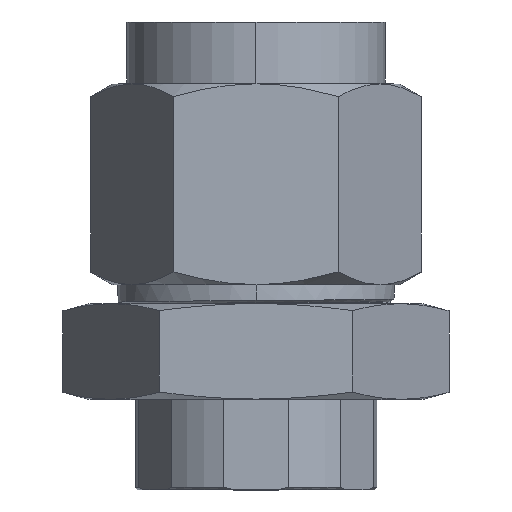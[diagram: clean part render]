
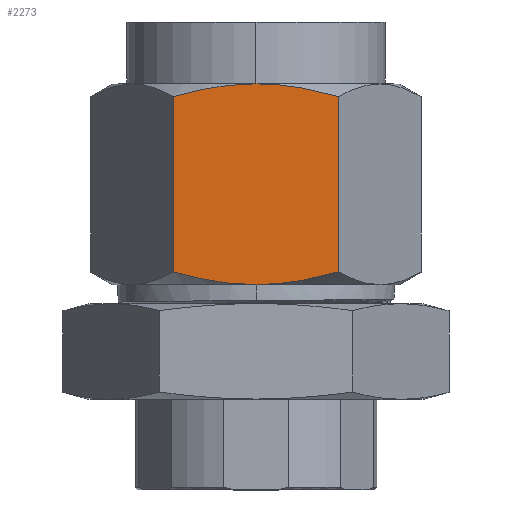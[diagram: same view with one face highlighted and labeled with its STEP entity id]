
A CAD part, top view. The second image highlights one B-rep face of the part: STEP entity #2273.
In plain terms, the highlighted planar face has unit normal (0, 0, 1).
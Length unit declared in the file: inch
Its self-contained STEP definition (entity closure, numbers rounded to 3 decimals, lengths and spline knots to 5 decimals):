
#217 = B_SPLINE_CURVE_WITH_KNOTS ( 'NONE', 3,
 ( #8215, #5729, #9143, #3419, #4275, #4204, #3988, #9780, #9426, #9004, #8117, #7908 ),
 .UNSPECIFIED., .F., .F.,
 ( 4, 2, 2, 2, 2, 4 ),
 ( 0.15857, 0.16553, 0.17249, 0.17944, 0.18292, 0.1864 ),
 .UNSPECIFIED. ) ;
#263 = CARTESIAN_POINT ( 'NONE',  ( -0.86033, -1.21431, 1.875 ) ) ;
#693 = CARTESIAN_POINT ( 'NONE',  ( 0.36809, -1.12543, 1.875 ) ) ;
#773 = CARTESIAN_POINT ( 'NONE',  ( 0., -3.73602, 1.875 ) ) ;
#982 = FACE_OUTER_BOUND ( 'NONE', #1925, .T. ) ;
#1174 = CARTESIAN_POINT ( 'NONE',  ( -0.99418, -1.24857, 1.875 ) ) ;
#1203 = B_SPLINE_CURVE_WITH_KNOTS ( 'NONE', 3,
 ( #2471, #10245, #11106, #6034, #693, #6943, #1594, #7794, #2511, #8611 ),
 .UNSPECIFIED., .F., .F.,
 ( 4, 2, 2, 2, 4 ),
 ( 0.13071, 0.14464, 0.1516, 0.15508, 0.15857 ),
 .UNSPECIFIED. ) ;
#1565 = VECTOR ( 'NONE', #6225, 39.37008 ) ;
#1594 = CARTESIAN_POINT ( 'NONE',  ( 0.18376, -1.11089, 1.875 ) ) ;
#1827 = EDGE_CURVE ( 'Defeatured_0_22+Defeatured_0_21+Defeatured_0_6+Defeatured_0_11', #9249, #3755, #8429, .T. ) ;
#1925 = EDGE_LOOP ( 'NONE', ( #9769, #6002, #8794, #10034, #2753, #9383 ) ) ;
#2051 = CARTESIAN_POINT ( 'NONE',  ( 0., -1.10602, 1.875 ) ) ;
#2087 = CARTESIAN_POINT ( 'NONE',  ( -1.08253, -1.27349, 1.875 ) ) ;
#2273 = ADVANCED_FACE ( 'Defeatured_0_21', ( #982 ), #10255, .F. ) ;
#2471 = CARTESIAN_POINT ( 'NONE',  ( 1.08253, -1.27349, 1.875 ) ) ;
#2511 = CARTESIAN_POINT ( 'NONE',  ( 0.04583, -1.10602, 1.875 ) ) ;
#2548 = CARTESIAN_POINT ( 'NONE',  ( 0.90743, -3.6191, 1.875 ) ) ;
#2753 = ORIENTED_EDGE ( 'NONE', *, *, #3526, .F. ) ;
#3419 = CARTESIAN_POINT ( 'NONE',  ( -0.36464, -3.71697, 1.875 ) ) ;
#3491 = CARTESIAN_POINT ( 'NONE',  ( 0.73013, -3.66116, 1.875 ) ) ;
#3502 = B_SPLINE_CURVE_WITH_KNOTS ( 'NONE', 3,
 ( #2051, #5598, #3889, #9873, #4785, #10710, #5631, #263, #6532, #1174, #7398, #2087 ),
 .UNSPECIFIED., .F., .F.,
 ( 4, 2, 2, 2, 2, 4 ),
 ( 0.15857, 0.16553, 0.17249, 0.17944, 0.18292, 0.1864 ),
 .UNSPECIFIED. ) ;
#3526 = EDGE_CURVE ( 'Defeatured_0_6+Defeatured_0_21+Defeatured_0_14+Defeatured_0_22', #3772, #9249, #217, .T. ) ;
#3755 = VERTEX_POINT ( 'NONE', #9460 ) ;
#3772 = VERTEX_POINT ( 'NONE', #4379 ) ;
#3889 = CARTESIAN_POINT ( 'NONE',  ( -0.18283, -1.10992, 1.875 ) ) ;
#3988 = CARTESIAN_POINT ( 'NONE',  ( -0.72574, -3.65873, 1.875 ) ) ;
#3997 = LINE ( 'NONE', #11200, #1565 ) ;
#4204 = CARTESIAN_POINT ( 'NONE',  ( -0.63576, -3.67658, 1.875 ) ) ;
#4275 = CARTESIAN_POINT ( 'NONE',  ( -0.45521, -3.7057, 1.875 ) ) ;
#4309 = CARTESIAN_POINT ( 'NONE',  ( 1.08253, -3.56856, 1.875 ) ) ;
#4375 = CARTESIAN_POINT ( 'NONE',  ( 0.36809, -3.71662, 1.875 ) ) ;
#4379 = CARTESIAN_POINT ( 'NONE',  ( 0., -3.73602, 1.875 ) ) ;
#4653 = VERTEX_POINT ( 'NONE', #9388 ) ;
#4695 = EDGE_CURVE ( 'Defeatured_0_21+Defeatured_0_10+Defeatured_0_20+Defeatured_0_11', #9698, #4653, #1203, .T. ) ;
#4720 = DIRECTION ( 'NONE',  ( 1., 0., 0. ) ) ;
#4785 = CARTESIAN_POINT ( 'NONE',  ( -0.45521, -1.13635, 1.875 ) ) ;
#4844 = EDGE_CURVE ( 'Defeatured_0_5+Defeatured_0_21+Defeatured_0_20+Defeatured_0_14', #11083, #3772, #8367, .T. ) ;
#5016 = DIRECTION ( 'NONE',  ( 0., 0., -1. ) ) ;
#5025 = CARTESIAN_POINT ( 'NONE',  ( 0., -14.06301, 1.875 ) ) ;
#5251 = CARTESIAN_POINT ( 'NONE',  ( 0.18376, -3.73116, 1.875 ) ) ;
#5598 = CARTESIAN_POINT ( 'NONE',  ( -0.09159, -1.10602, 1.875 ) ) ;
#5631 = CARTESIAN_POINT ( 'NONE',  ( -0.72574, -1.18331, 1.875 ) ) ;
#5729 = CARTESIAN_POINT ( 'NONE',  ( -0.09159, -3.73602, 1.875 ) ) ;
#6002 = ORIENTED_EDGE ( 'NONE', *, *, #4695, .T. ) ;
#6034 = CARTESIAN_POINT ( 'NONE',  ( 0.45922, -1.1369, 1.875 ) ) ;
#6088 = DIRECTION ( 'NONE',  ( 0., 1., 0. ) ) ;
#6117 = CARTESIAN_POINT ( 'NONE',  ( 0.04583, -3.73602, 1.875 ) ) ;
#6225 = DIRECTION ( 'NONE',  ( 0., 1., 0. ) ) ;
#6532 = CARTESIAN_POINT ( 'NONE',  ( -0.90515, -1.22534, 1.875 ) ) ;
#6943 = CARTESIAN_POINT ( 'NONE',  ( 0.22994, -1.11382, 1.875 ) ) ;
#7026 = CARTESIAN_POINT ( 'NONE',  ( 1.08253, -3.56856, 1.875 ) ) ;
#7398 = CARTESIAN_POINT ( 'NONE',  ( -1.03846, -1.26077, 1.875 ) ) ;
#7459 = CARTESIAN_POINT ( 'NONE',  ( -1.08253, -14.06301, 1.875 ) ) ;
#7794 = CARTESIAN_POINT ( 'NONE',  ( 0.09175, -1.107, 1.875 ) ) ;
#7908 = CARTESIAN_POINT ( 'NONE',  ( -1.08253, -3.56856, 1.875 ) ) ;
#8117 = CARTESIAN_POINT ( 'NONE',  ( -1.03846, -3.58128, 1.875 ) ) ;
#8215 = CARTESIAN_POINT ( 'NONE',  ( 0., -3.73602, 1.875 ) ) ;
#8367 = B_SPLINE_CURVE_WITH_KNOTS ( 'NONE', 3,
 ( #4309, #2548, #3491, #9453, #4375, #10323, #5251, #11181, #6117, #773 ),
 .UNSPECIFIED., .F., .F.,
 ( 4, 2, 2, 2, 4 ),
 ( 0.13071, 0.14464, 0.1516, 0.15508, 0.15857 ),
 .UNSPECIFIED. ) ;
#8429 = LINE ( 'NONE', #7459, #10382 ) ;
#8524 = CARTESIAN_POINT ( 'NONE',  ( 1.08253, -1.27349, 1.875 ) ) ;
#8611 = CARTESIAN_POINT ( 'NONE',  ( 0., -1.10602, 1.875 ) ) ;
#8794 = ORIENTED_EDGE ( 'NONE', *, *, #10752, .T. ) ;
#9004 = CARTESIAN_POINT ( 'NONE',  ( -0.99418, -3.59348, 1.875 ) ) ;
#9143 = CARTESIAN_POINT ( 'NONE',  ( -0.18283, -3.73213, 1.875 ) ) ;
#9249 = VERTEX_POINT ( 'NONE', #10257 ) ;
#9383 = ORIENTED_EDGE ( 'NONE', *, *, #4844, .F. ) ;
#9388 = CARTESIAN_POINT ( 'NONE',  ( 0., -1.10602, 1.875 ) ) ;
#9426 = CARTESIAN_POINT ( 'NONE',  ( -0.90515, -3.61671, 1.875 ) ) ;
#9453 = CARTESIAN_POINT ( 'NONE',  ( 0.45922, -3.70515, 1.875 ) ) ;
#9460 = CARTESIAN_POINT ( 'NONE',  ( -1.08253, -1.27349, 1.875 ) ) ;
#9698 = VERTEX_POINT ( 'NONE', #8524 ) ;
#9769 = ORIENTED_EDGE ( 'NONE', *, *, #10487, .T. ) ;
#9780 = CARTESIAN_POINT ( 'NONE',  ( -0.86033, -3.62774, 1.875 ) ) ;
#9873 = CARTESIAN_POINT ( 'NONE',  ( -0.36464, -1.12508, 1.875 ) ) ;
#10034 = ORIENTED_EDGE ( 'NONE', *, *, #1827, .F. ) ;
#10245 = CARTESIAN_POINT ( 'NONE',  ( 0.90743, -1.22295, 1.875 ) ) ;
#10255 = PLANE ( 'NONE',  #11113 ) ;
#10257 = CARTESIAN_POINT ( 'NONE',  ( -1.08253, -3.56856, 1.875 ) ) ;
#10323 = CARTESIAN_POINT ( 'NONE',  ( 0.22994, -3.72823, 1.875 ) ) ;
#10382 = VECTOR ( 'NONE', #6088, 39.37008 ) ;
#10487 = EDGE_CURVE ( 'Defeatured_0_21+Defeatured_0_20+Defeatured_0_5+Defeatured_0_10', #11083, #9698, #3997, .T. ) ;
#10710 = CARTESIAN_POINT ( 'NONE',  ( -0.63576, -1.16547, 1.875 ) ) ;
#10752 = EDGE_CURVE ( 'Defeatured_0_21+Defeatured_0_11+Defeatured_0_10+Defeatured_0_22', #4653, #3755, #3502, .T. ) ;
#11083 = VERTEX_POINT ( 'NONE', #7026 ) ;
#11106 = CARTESIAN_POINT ( 'NONE',  ( 0.73013, -1.18089, 1.875 ) ) ;
#11113 = AXIS2_PLACEMENT_3D ( 'NONE', #5025, #5016, #4720 ) ;
#11181 = CARTESIAN_POINT ( 'NONE',  ( 0.09175, -3.73505, 1.875 ) ) ;
#11200 = CARTESIAN_POINT ( 'NONE',  ( 1.08253, -14.06301, 1.875 ) ) ;
